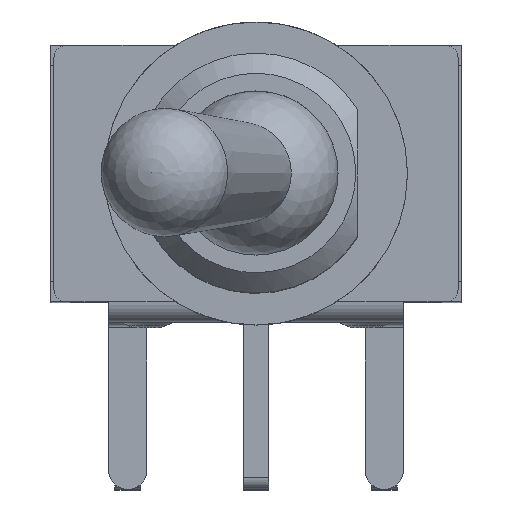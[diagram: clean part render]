
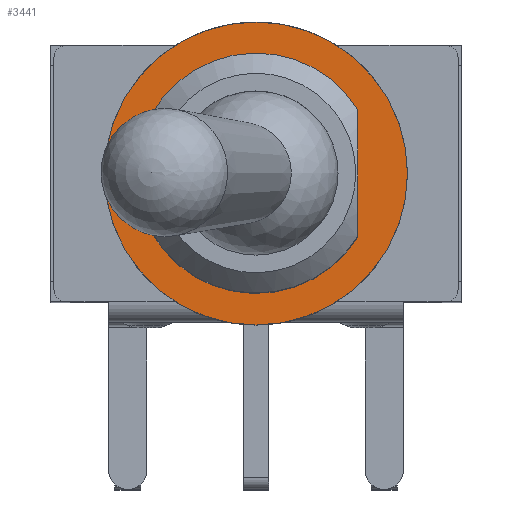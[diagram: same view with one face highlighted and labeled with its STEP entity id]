
A CAD part, top view. The second image highlights one B-rep face of the part: STEP entity #3441.
In plain terms, the highlighted planar face has unit normal (0, 0, 1).
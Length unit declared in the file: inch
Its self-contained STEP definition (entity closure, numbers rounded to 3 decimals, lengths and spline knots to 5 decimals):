
#68=FACE_BOUND('',#360,.T.);
#166=FACE_OUTER_BOUND('',#359,.T.);
#359=EDGE_LOOP('',(#2462));
#360=EDGE_LOOP('',(#2463,#2464));
#553=CIRCLE('',#3696,0.0935);
#554=CIRCLE('',#3698,0.11811);
#703=LINE('',#5171,#1078);
#1078=VECTOR('',#4152,0.3937);
#1455=VERTEX_POINT('',#5168);
#1456=VERTEX_POINT('',#5170);
#1458=VERTEX_POINT('',#5181);
#1832=EDGE_CURVE('',#1456,#1455,#703,.T.);
#1836=EDGE_CURVE('',#1455,#1456,#553,.T.);
#1837=EDGE_CURVE('',#1458,#1458,#554,.T.);
#2462=ORIENTED_EDGE('',*,*,#1837,.F.);
#2463=ORIENTED_EDGE('',*,*,#1832,.T.);
#2464=ORIENTED_EDGE('',*,*,#1836,.T.);
#3292=PLANE('',#3697);
#3441=ADVANCED_FACE('',(#166,#68),#3292,.F.);
#3696=AXIS2_PLACEMENT_3D('',#5179,#4163,#4164);
#3697=AXIS2_PLACEMENT_3D('',#5180,#4165,#4166);
#3698=AXIS2_PLACEMENT_3D('',#5182,#4167,#4168);
#4152=DIRECTION('',(0.,-1.,0.));
#4163=DIRECTION('center_axis',(0.,0.,
-1.));
#4164=DIRECTION('ref_axis',(-0.848,-0.529,0.));
#4165=DIRECTION('center_axis',(0.,0.,
-1.));
#4166=DIRECTION('ref_axis',(-1.,0.,0.));
#4167=DIRECTION('center_axis',(0.,0.,
-1.));
#4168=DIRECTION('ref_axis',(-1.,0.,0.));
#5168=CARTESIAN_POINT('',(0.07933,-0.04949,0.3248));
#5170=CARTESIAN_POINT('',(0.07933,0.04949,0.3248));
#5171=CARTESIAN_POINT('',(0.07933,0.02475,0.3248));
#5179=CARTESIAN_POINT('Origin',(0.,0.,
0.3248));
#5180=CARTESIAN_POINT('Origin',(0.,0.,
0.3248));
#5181=CARTESIAN_POINT('',(0.11811,0.,0.3248));
#5182=CARTESIAN_POINT('Origin',(0.,0.,
0.3248));
